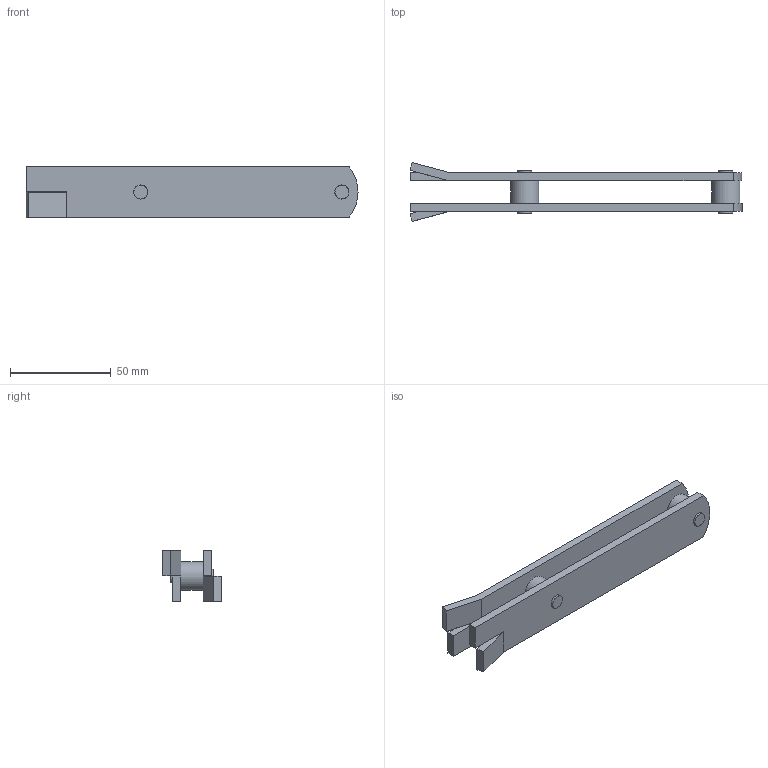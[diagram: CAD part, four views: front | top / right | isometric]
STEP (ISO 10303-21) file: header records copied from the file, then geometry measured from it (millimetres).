
FILE_DESCRIPTION((''),'2;1');
FILE_NAME('3535.stp','2011-03-15T16:49:40',('Didierr'),(''),'Autodesk Inventor 2011','Autodesk Inventor 2011','');
FILE_SCHEMA(('AUTOMOTIVE_DESIGN { 1 0 10303 214 1 1 1 1 }'));
Length unit declared in the file: millimetre
Products named in the file (3): 3535; 14571; 14358
Assembly tree (4 placements, depth 2):
  3535
    14571  x2
    14358  x2
Bounding box: 165 x 29.16 x 25 mm (x, y, z)
Volume: 36254.8 mm3; surface area: 21737.3 mm2
Topology: 4 solids, 4 shells, 42 faces, 88 edges, 58 vertices
Faces by surface type: plane 30, cylinder 12
Full cylindrical faces by diameter (mm): 6.9 x4, 7 x4, 14 x2
Entity records: 643 total; most frequent: DIRECTION 107, CARTESIAN_POINT 96, ORIENTED_EDGE 78, AXIS2_PLACEMENT_3D 40, EDGE_CURVE 39, EDGE_LOOP 32, VERTEX_POINT 29, VECTOR 27
